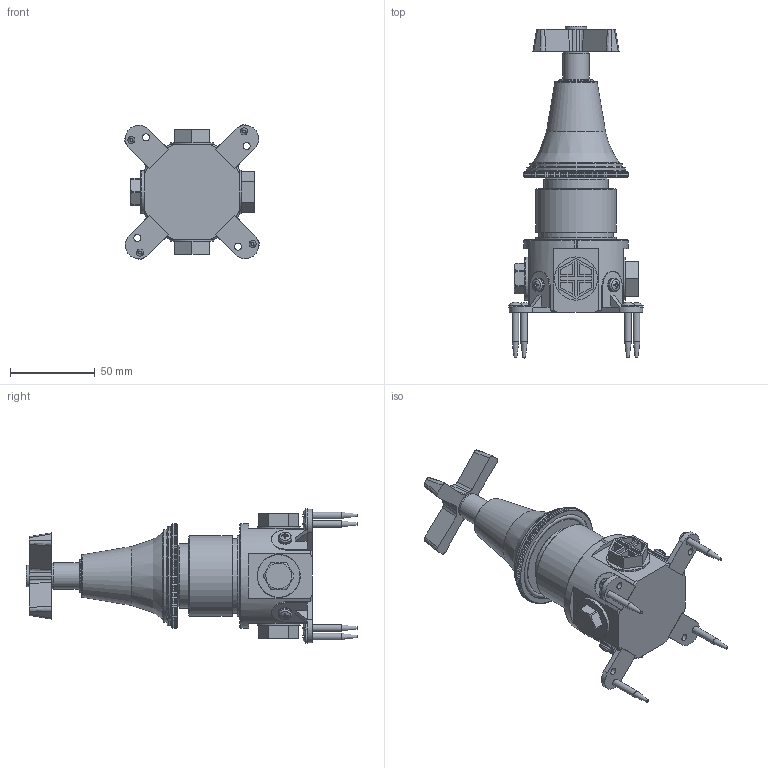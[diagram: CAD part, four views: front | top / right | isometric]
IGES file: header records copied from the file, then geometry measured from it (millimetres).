
Global section: file name: No Iges File Name specified; native system: Autodesk Inventor 2012; preprocessor: AutoDesk Inventor Iges Exporter R2012; author: mblakey; date: 20120927.143712; units: millimetre
Bounding box: 79.56 x 196.05 x 79.56 mm (x, y, z)
Volume: 251892.1 mm3; surface area: 105836.6 mm2
Topology: 35 solids, 35 shells, 1847 faces, 4293 edges, 2632 vertices
Faces by surface type: plane 843, cone 316, cylinder 267, revolution 266, torus 91, bspline 56, sphere 8
Full cylindrical faces by diameter (mm): 3.621 x4, 4 x10, 7 x1, 8 x9, 9.1 x1, 11.25 x2, 11.998 x1, 12.7 x1, 12.8 x3, 14.8 x1, 15.6 x4, 15.99 x3, 16.8 x1, 18.1 x1, 18.4 x3, 20 x1, 20.7 x4, 20.99 x1, 24.8 x1, 25.5 x4, 25.8 x1, 26 x1, 28.5 x1, 30 x1, 35.8 x1, 38 x1, 39 x1, 40 x2, 42 x1, 43.9 x1
